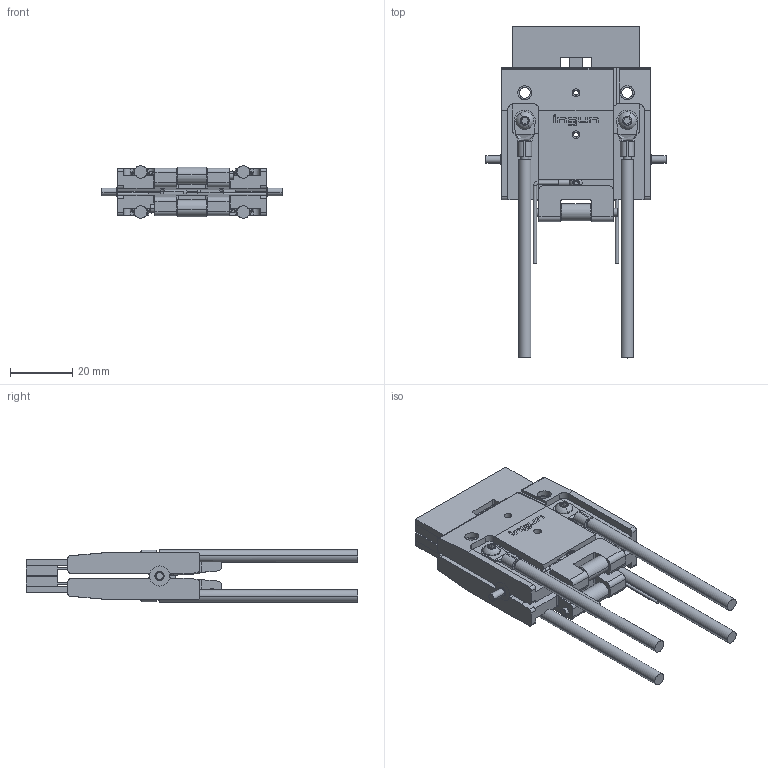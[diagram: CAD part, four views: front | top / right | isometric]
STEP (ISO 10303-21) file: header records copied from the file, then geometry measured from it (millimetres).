
FILE_DESCRIPTION (( 'STEP AP203' ), '1' );
FILE_NAME ('INGUN_BCC-635_410_05_N_400_02_06.STEP', '2025-08-19T13:04:52', ( '' ), ( '' ), 'SwSTEP 2.0', 'SolidWorks 2023', '' );
FILE_SCHEMA (( 'CONFIG_CONTROL_DESIGN' ));
Length unit declared in the file: millimetre
Products named in the file (1): INGUN_BCC-635_410_05_N_400_02_06
Bounding box: 58.2 x 106.9 x 16.9 mm (x, y, z)
Volume: 33640.6 mm3; surface area: 19400.3 mm2
Topology: 1 solids, 1 shells, 787 faces, 2204 edges, 1439 vertices
Faces by surface type: cylinder 355, plane 352, bspline 42, torus 38
Entity records: 26593 total; most frequent: CARTESIAN_POINT 5952, ORIENTED_EDGE 4408, DIRECTION 4314, EDGE_CURVE 2204, AXIS2_PLACEMENT_3D 1568, VERTEX_POINT 1439, LINE 1178, VECTOR 1178
